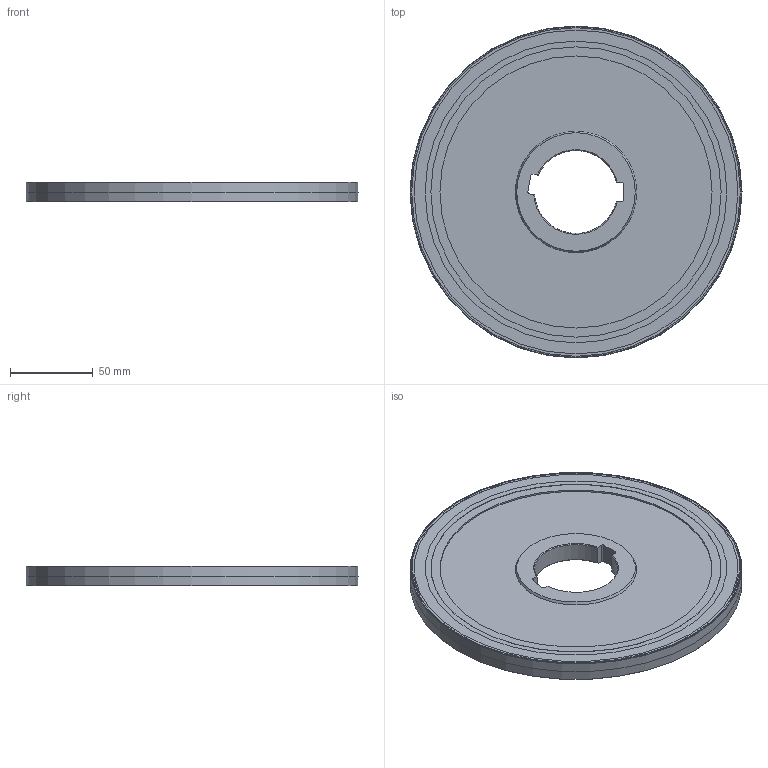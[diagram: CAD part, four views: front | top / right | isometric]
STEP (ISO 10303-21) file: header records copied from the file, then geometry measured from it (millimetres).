
FILE_DESCRIPTION(/* description */ (''),/* implementation_level */ '2;1');
FILE_NAME(/* name */ '200J18N_S90SN12N12_SIM.stp',/* time_stamp */ '2020-01-15T09:48:39+01:00',/* author */ (''),/* organization */ (''),/* preprocessor_version */ 'ST-DEVELOPER v16.7',/* originating_system */ 'SIEMENS PLM Software NX 12.0',/* authorisation */ '');
FILE_SCHEMA (('AUTOMOTIVE_DESIGN { 1 0 10303 214 3 1 1 1 }'));
Length unit declared in the file: millimetre
Products named in the file (1): pp071C50216D4z9z
Bounding box: 200.09 x 200.09 x 12 mm (x, y, z)
Volume: 366407.3 mm3; surface area: 95361.2 mm2
Topology: 2 solids, 2 shells, 55 faces, 119 edges, 70 vertices
Faces by surface type: revolution 18, cone 16, plane 12, cylinder 9
Full cylindrical faces by diameter (mm): 164 x2, 196.6 x1
Entity records: 1487 total; most frequent: CARTESIAN_POINT 350, DIRECTION 226, ORIENTED_EDGE 172, EDGE_LOOP 94, AXIS2_PLACEMENT_3D 92, EDGE_CURVE 86, FACE_BOUND 78, VERTEX_POINT 70
